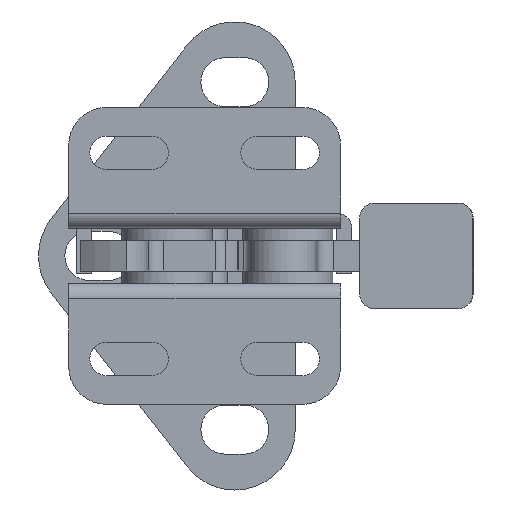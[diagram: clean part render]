
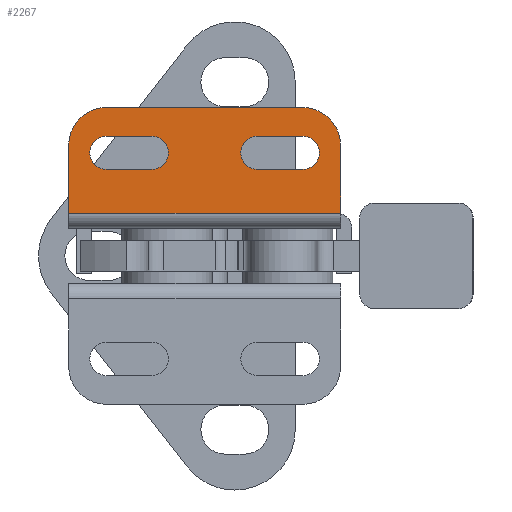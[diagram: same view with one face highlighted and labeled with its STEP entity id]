
A CAD part, front view. The second image highlights one B-rep face of the part: STEP entity #2267.
In plain terms, the highlighted planar face has unit normal (0, -1, 0).
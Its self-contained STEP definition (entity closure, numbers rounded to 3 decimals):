
#79 = CARTESIAN_POINT ( 'NONE',  ( 23., -19.5, 3.65 ) ) ;
#80 = DIRECTION ( 'NONE',  ( 0., 0., -1. ) ) ;
#258 = CARTESIAN_POINT ( 'NONE',  ( -8., -19.5, 15.85 ) ) ;
#259 = DIRECTION ( 'NONE',  ( -1., 0., 0. ) ) ;
#1199 = CARTESIAN_POINT ( 'NONE',  ( 18., -19.5, 13.65 ) ) ;
#1200 = DIRECTION ( 'NONE',  ( 0., -1., 0. ) ) ;
#1201 = DIRECTION ( 'NONE',  ( 0., 0., -1. ) ) ;
#1202 = CARTESIAN_POINT ( 'NONE',  ( -8., -19.5, 13.65 ) ) ;
#1203 = DIRECTION ( 'NONE',  ( 0., -1., 0. ) ) ;
#1204 = DIRECTION ( 'NONE',  ( 0., 0., -1. ) ) ;
#1205 = CARTESIAN_POINT ( 'NONE',  ( 12., -19.5, 15.85 ) ) ;
#1206 = DIRECTION ( 'NONE',  ( -1., 0., 0. ) ) ;
#1207 = CARTESIAN_POINT ( 'NONE',  ( 12., -19.5, 11.45 ) ) ;
#1208 = DIRECTION ( 'NONE',  ( 1., 0., 0. ) ) ;
#1209 = CARTESIAN_POINT ( 'NONE',  ( 23., -19.5, 5.65 ) ) ;
#1210 = DIRECTION ( 'NONE',  ( 1., 0., 0. ) ) ;
#1211 = CARTESIAN_POINT ( 'NONE',  ( 12., -19.5, 13.65 ) ) ;
#1212 = DIRECTION ( 'NONE',  ( 0., -1., 0. ) ) ;
#1213 = DIRECTION ( 'NONE',  ( 0., 0., -1. ) ) ;
#1214 = CARTESIAN_POINT ( 'NONE',  ( -13., -19.5, 3.65 ) ) ;
#1215 = DIRECTION ( 'NONE',  ( 0., 0., -1. ) ) ;
#1216 = CARTESIAN_POINT ( 'NONE',  ( 18., -19.5, 14.65 ) ) ;
#1217 = DIRECTION ( 'NONE',  ( 0., -1., 0. ) ) ;
#1218 = DIRECTION ( 'NONE',  ( 0., 0., 1. ) ) ;
#1219 = CARTESIAN_POINT ( 'NONE',  ( -8., -19.5, 14.65 ) ) ;
#1220 = DIRECTION ( 'NONE',  ( 0., -1., 0. ) ) ;
#1221 = DIRECTION ( 'NONE',  ( 0., 0., 1. ) ) ;
#1668 = LINE ( 'NONE', #258, #7064 ) ;
#2219 = EDGE_CURVE ( 'NONE', #3584, #3585, #4199, .T. ) ;
#2267 = ADVANCED_FACE ( 'NONE', ( #4249, #4252, #4253 ), #8215, .F. ) ;
#2765 = CARTESIAN_POINT ( 'NONE',  ( 23., -19.5, 14.65 ) ) ;
#2766 = CARTESIAN_POINT ( 'NONE',  ( 23., -19.5, 5.65 ) ) ;
#2931 = CARTESIAN_POINT ( 'NONE',  ( 18., -19.5, 19.65 ) ) ;
#2932 = CARTESIAN_POINT ( 'NONE',  ( -8., -19.5, 19.65 ) ) ;
#2933 = CARTESIAN_POINT ( 'NONE',  ( -2., -19.5, 15.85 ) ) ;
#2934 = CARTESIAN_POINT ( 'NONE',  ( -8., -19.5, 15.85 ) ) ;
#2935 = CARTESIAN_POINT ( 'NONE',  ( -2., -19.5, 11.45 ) ) ;
#2936 = CARTESIAN_POINT ( 'NONE',  ( -8., -19.5, 11.45 ) ) ;
#2937 = CARTESIAN_POINT ( 'NONE',  ( 18., -19.5, 15.85 ) ) ;
#2938 = CARTESIAN_POINT ( 'NONE',  ( 12., -19.5, 15.85 ) ) ;
#2939 = CARTESIAN_POINT ( 'NONE',  ( 18., -19.5, 11.45 ) ) ;
#2940 = CARTESIAN_POINT ( 'NONE',  ( 12., -19.5, 11.45 ) ) ;
#2941 = CARTESIAN_POINT ( 'NONE',  ( -13., -19.5, 14.65 ) ) ;
#2942 = CARTESIAN_POINT ( 'NONE',  ( -13., -19.5, 5.65 ) ) ;
#3122 = EDGE_CURVE ( 'NONE', #4442, #4441, #4262, .T. ) ;
#3123 = EDGE_CURVE ( 'NONE', #4437, #4438, #4263, .T. ) ;
#3124 = EDGE_CURVE ( 'NONE', #4441, #4439, #7580, .T. ) ;
#3584 = VERTEX_POINT ( 'NONE', #2765 ) ;
#3585 = VERTEX_POINT ( 'NONE', #2766 ) ;
#4199 = LINE ( 'NONE', #79, #7518 ) ;
#4249 = FACE_BOUND ( 'NONE', #4834, .T. ) ;
#4252 = FACE_BOUND ( 'NONE', #4835, .T. ) ;
#4253 = FACE_OUTER_BOUND ( 'NONE', #4836, .T. ) ;
#4262 = LINE ( 'NONE', #8239, #7579 ) ;
#4263 = LINE ( 'NONE', #8241, #7581 ) ;
#4380 = LINE ( 'NONE', #1205, #7731 ) ;
#4381 = LINE ( 'NONE', #1207, #7733 ) ;
#4382 = LINE ( 'NONE', #1209, #7735 ) ;
#4383 = LINE ( 'NONE', #1214, #7739 ) ;
#4437 = VERTEX_POINT ( 'NONE', #2931 ) ;
#4438 = VERTEX_POINT ( 'NONE', #2932 ) ;
#4439 = VERTEX_POINT ( 'NONE', #2933 ) ;
#4440 = VERTEX_POINT ( 'NONE', #2934 ) ;
#4441 = VERTEX_POINT ( 'NONE', #2935 ) ;
#4442 = VERTEX_POINT ( 'NONE', #2936 ) ;
#4443 = VERTEX_POINT ( 'NONE', #2937 ) ;
#4444 = VERTEX_POINT ( 'NONE', #2938 ) ;
#4445 = VERTEX_POINT ( 'NONE', #2939 ) ;
#4446 = VERTEX_POINT ( 'NONE', #2940 ) ;
#4447 = VERTEX_POINT ( 'NONE', #2941 ) ;
#4448 = VERTEX_POINT ( 'NONE', #2942 ) ;
#4834 = EDGE_LOOP ( 'NONE', ( #5064, #5066, #5065, #5067 ) ) ;
#4835 = EDGE_LOOP ( 'NONE', ( #5068, #5070, #5069, #5071 ) ) ;
#4836 = EDGE_LOOP ( 'NONE', ( #5072, #5074, #5073, #5075, #5076, #5077 ) ) ;
#5064 = ORIENTED_EDGE ( 'NONE', *, *, #6750, .F. ) ;
#5065 = ORIENTED_EDGE ( 'NONE', *, *, #3122, .F. ) ;
#5066 = ORIENTED_EDGE ( 'NONE', *, *, #3124, .F. ) ;
#5067 = ORIENTED_EDGE ( 'NONE', *, *, #6194, .F. ) ;
#5068 = ORIENTED_EDGE ( 'NONE', *, *, #6195, .F. ) ;
#5069 = ORIENTED_EDGE ( 'NONE', *, *, #6196, .F. ) ;
#5070 = ORIENTED_EDGE ( 'NONE', *, *, #6193, .F. ) ;
#5071 = ORIENTED_EDGE ( 'NONE', *, *, #6198, .F. ) ;
#5072 = ORIENTED_EDGE ( 'NONE', *, *, #6199, .T. ) ;
#5073 = ORIENTED_EDGE ( 'NONE', *, *, #2219, .F. ) ;
#5074 = ORIENTED_EDGE ( 'NONE', *, *, #6197, .T. ) ;
#5075 = ORIENTED_EDGE ( 'NONE', *, *, #6200, .T. ) ;
#5076 = ORIENTED_EDGE ( 'NONE', *, *, #3123, .T. ) ;
#5077 = ORIENTED_EDGE ( 'NONE', *, *, #6201, .T. ) ;
#6193 = EDGE_CURVE ( 'NONE', #4445, #4443, #7725, .T. ) ;
#6194 = EDGE_CURVE ( 'NONE', #4440, #4442, #7729, .T. ) ;
#6195 = EDGE_CURVE ( 'NONE', #4443, #4444, #4380, .T. ) ;
#6196 = EDGE_CURVE ( 'NONE', #4446, #4445, #4381, .T. ) ;
#6197 = EDGE_CURVE ( 'NONE', #4448, #3585, #4382, .T. ) ;
#6198 = EDGE_CURVE ( 'NONE', #4444, #4446, #7732, .T. ) ;
#6199 = EDGE_CURVE ( 'NONE', #4447, #4448, #4383, .T. ) ;
#6200 = EDGE_CURVE ( 'NONE', #3584, #4437, #7737, .T. ) ;
#6201 = EDGE_CURVE ( 'NONE', #4438, #4447, #7734, .T. ) ;
#6750 = EDGE_CURVE ( 'NONE', #4439, #4440, #1668, .T. ) ;
#7064 = VECTOR ( 'NONE', #259, 1000. ) ;
#7518 = VECTOR ( 'NONE', #80, 1000. ) ;
#7571 = AXIS2_PLACEMENT_3D ( 'NONE', #8216, #8217, #8218 ) ;
#7579 = VECTOR ( 'NONE', #8240, 1000. ) ;
#7580 = CIRCLE ( 'NONE', #7582, 2.2 ) ;
#7581 = VECTOR ( 'NONE', #8242, 1000. ) ;
#7582 = AXIS2_PLACEMENT_3D ( 'NONE', #8243, #8244, #8245 ) ;
#7725 = CIRCLE ( 'NONE', #7728, 2.2 ) ;
#7728 = AXIS2_PLACEMENT_3D ( 'NONE', #1199, #1200, #1201 ) ;
#7729 = CIRCLE ( 'NONE', #7730, 2.2 ) ;
#7730 = AXIS2_PLACEMENT_3D ( 'NONE', #1202, #1203, #1204 ) ;
#7731 = VECTOR ( 'NONE', #1206, 1000. ) ;
#7732 = CIRCLE ( 'NONE', #7736, 2.2 ) ;
#7733 = VECTOR ( 'NONE', #1208, 1000. ) ;
#7734 = CIRCLE ( 'NONE', #7742, 5. ) ;
#7735 = VECTOR ( 'NONE', #1210, 1000. ) ;
#7736 = AXIS2_PLACEMENT_3D ( 'NONE', #1211, #1212, #1213 ) ;
#7737 = CIRCLE ( 'NONE', #7740, 5. ) ;
#7739 = VECTOR ( 'NONE', #1215, 1000. ) ;
#7740 = AXIS2_PLACEMENT_3D ( 'NONE', #1216, #1217, #1218 ) ;
#7742 = AXIS2_PLACEMENT_3D ( 'NONE', #1219, #1220, #1221 ) ;
#8215 = PLANE ( 'NONE',  #7571 ) ;
#8216 = CARTESIAN_POINT ( 'NONE',  ( 23., -19.5, 3.65 ) ) ;
#8217 = DIRECTION ( 'NONE',  ( 0., 1., 0. ) ) ;
#8218 = DIRECTION ( 'NONE',  ( 0., 0., 1. ) ) ;
#8239 = CARTESIAN_POINT ( 'NONE',  ( -8., -19.5, 11.45 ) ) ;
#8240 = DIRECTION ( 'NONE',  ( 1., 0., 0. ) ) ;
#8241 = CARTESIAN_POINT ( 'NONE',  ( 23., -19.5, 19.65 ) ) ;
#8242 = DIRECTION ( 'NONE',  ( -1., 0., 0. ) ) ;
#8243 = CARTESIAN_POINT ( 'NONE',  ( -2., -19.5, 13.65 ) ) ;
#8244 = DIRECTION ( 'NONE',  ( 0., -1., 0. ) ) ;
#8245 = DIRECTION ( 'NONE',  ( 0., 0., -1. ) ) ;
